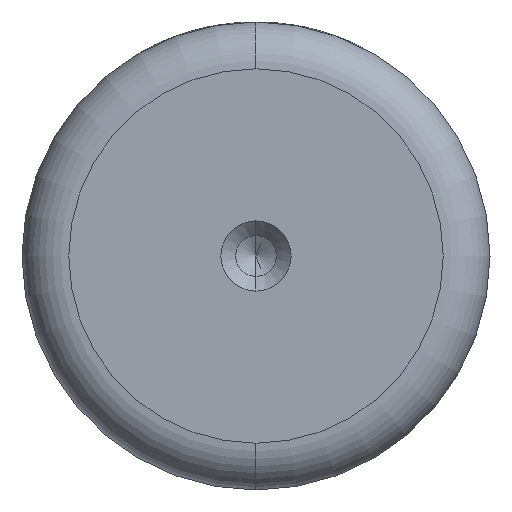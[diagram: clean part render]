
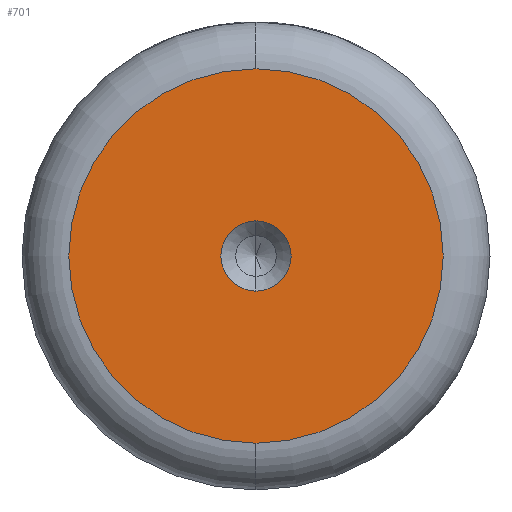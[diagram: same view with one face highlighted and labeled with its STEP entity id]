
A CAD part, left-side view. The second image highlights one B-rep face of the part: STEP entity #701.
In plain terms, the highlighted planar face has unit normal (-1, 0, 0).
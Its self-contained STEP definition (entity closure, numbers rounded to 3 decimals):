
#6 = CARTESIAN_POINT ( 'NONE',  ( 0., 0., 0. ) ) ;
#31 = CIRCLE ( 'NONE', #674, 2.25 ) ;
#71 = ORIENTED_EDGE ( 'NONE', *, *, #154, .T. ) ;
#80 = EDGE_CURVE ( 'NONE', #567, #768, #111, .T. ) ;
#111 = CIRCLE ( 'NONE', #658, 12. ) ;
#136 = DIRECTION ( 'NONE',  ( 0., 0., 1. ) ) ;
#154 = EDGE_CURVE ( 'NONE', #768, #567, #476, .T. ) ;
#311 = CARTESIAN_POINT ( 'NONE',  ( 0., 0., 12. ) ) ;
#333 = EDGE_CURVE ( 'NONE', #1411, #973, #31, .T. ) ;
#418 = CARTESIAN_POINT ( 'NONE',  ( 0., 0., -12. ) ) ;
#441 = FACE_OUTER_BOUND ( 'NONE', #1380, .T. ) ;
#468 = CARTESIAN_POINT ( 'NONE',  ( 0., 0., 0. ) ) ;
#475 = CARTESIAN_POINT ( 'NONE',  ( 0., 0., 0. ) ) ;
#476 = CIRCLE ( 'NONE', #1039, 12. ) ;
#477 = DIRECTION ( 'NONE',  ( -1., 0., 0. ) ) ;
#516 = CARTESIAN_POINT ( 'NONE',  ( 0., 0., 0. ) ) ;
#567 = VERTEX_POINT ( 'NONE', #311 ) ;
#588 = DIRECTION ( 'NONE',  ( 0., 0., 1. ) ) ;
#596 = AXIS2_PLACEMENT_3D ( 'NONE', #1106, #477, #1214 ) ;
#625 = DIRECTION ( 'NONE',  ( 0., 0., 1. ) ) ;
#635 = FACE_BOUND ( 'NONE', #709, .T. ) ;
#655 = ORIENTED_EDGE ( 'NONE', *, *, #741, .F. ) ;
#658 = AXIS2_PLACEMENT_3D ( 'NONE', #475, #1213, #588 ) ;
#674 = AXIS2_PLACEMENT_3D ( 'NONE', #6, #808, #136 ) ;
#701 = ADVANCED_FACE ( 'NONE', ( #635, #441 ), #1301, .T. ) ;
#709 = EDGE_LOOP ( 'NONE', ( #1276, #655 ) ) ;
#728 = ORIENTED_EDGE ( 'NONE', *, *, #80, .T. ) ;
#741 = EDGE_CURVE ( 'NONE', #973, #1411, #1122, .T. ) ;
#768 = VERTEX_POINT ( 'NONE', #418 ) ;
#808 = DIRECTION ( 'NONE',  ( -1., 0., 0. ) ) ;
#967 = CARTESIAN_POINT ( 'NONE',  ( 0., 0., -2.25 ) ) ;
#973 = VERTEX_POINT ( 'NONE', #967 ) ;
#1012 = CARTESIAN_POINT ( 'NONE',  ( 0., 0., 2.25 ) ) ;
#1039 = AXIS2_PLACEMENT_3D ( 'NONE', #516, #1247, #625 ) ;
#1093 = DIRECTION ( 'NONE',  ( -1., 0., 0. ) ) ;
#1106 = CARTESIAN_POINT ( 'NONE',  ( 0., 0., 0. ) ) ;
#1122 = CIRCLE ( 'NONE', #596, 2.25 ) ;
#1162 = AXIS2_PLACEMENT_3D ( 'NONE', #468, #1093, #1403 ) ;
#1213 = DIRECTION ( 'NONE',  ( -1., 0., 0. ) ) ;
#1214 = DIRECTION ( 'NONE',  ( 0., 0., 1. ) ) ;
#1247 = DIRECTION ( 'NONE',  ( -1., 0., 0. ) ) ;
#1276 = ORIENTED_EDGE ( 'NONE', *, *, #333, .F. ) ;
#1301 = PLANE ( 'NONE',  #1162 ) ;
#1380 = EDGE_LOOP ( 'NONE', ( #728, #71 ) ) ;
#1403 = DIRECTION ( 'NONE',  ( 0., 0., 1. ) ) ;
#1411 = VERTEX_POINT ( 'NONE', #1012 ) ;
